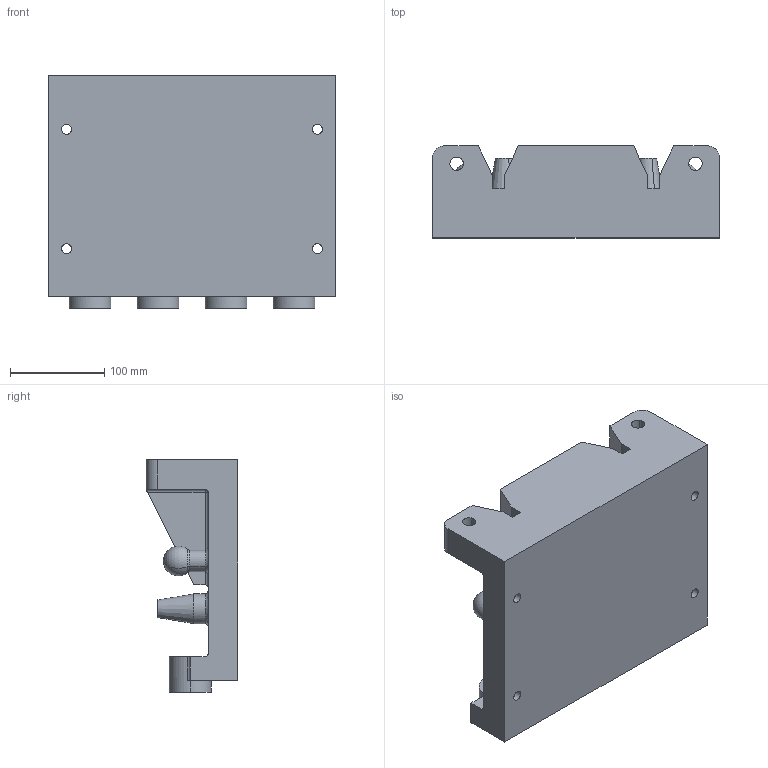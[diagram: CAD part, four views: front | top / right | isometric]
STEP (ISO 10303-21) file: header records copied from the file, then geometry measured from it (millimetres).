
FILE_DESCRIPTION(('FTC-06 geometry with PMI representation and/or presentation','from the NIST MBE PMI Validation and Conformance Testing Project','https://go.usa.gov/mGVm'),'2;1');
FILE_NAME('nist_ftc_06_asme1_ap242-e1.stp','2020-01-24T16:03:21+01:00',(''),(''),'','','');
FILE_SCHEMA(('AP242_MANAGED_MODEL_BASED_3D_ENGINEERING_MIM_LF {1 0 10303 442 1 1 4 }'));
Length unit declared in the file: millimetre
Products named in the file (1): NIST PMI FTC 06 ASME1
Bounding box: 304.8 x 97.79 x 247.65 mm (x, y, z)
Volume: 3323557 mm3; surface area: 283413.1 mm2
Topology: 1 solids, 1 shells, 187 faces, 522 edges, 368 vertices
Faces by surface type: cylinder 88, plane 71, torus 12, sphere 8, cone 8
Entity records: 16891 total; most frequent: CARTESIAN_POINT 7745, COORDINATES_LIST 1409, COMPLEX_TRIANGULATED_SURFACE_SET 1041, ORIENTED_EDGE 952, B_SPLINE_CURVE_WITH_KNOTS 476, EDGE_CURVE 476, DIRECTION 456, TESSELLATED_CURVE_SET 368
